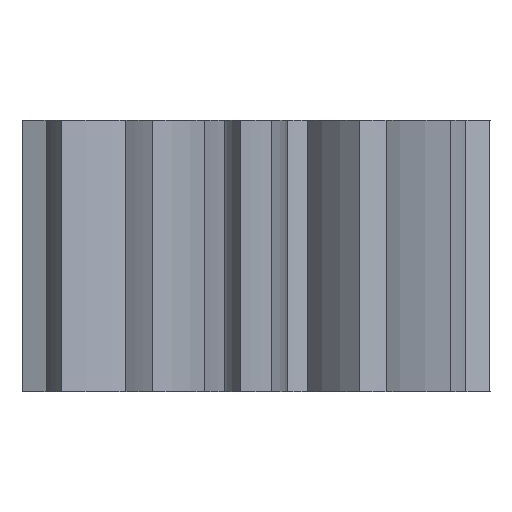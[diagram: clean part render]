
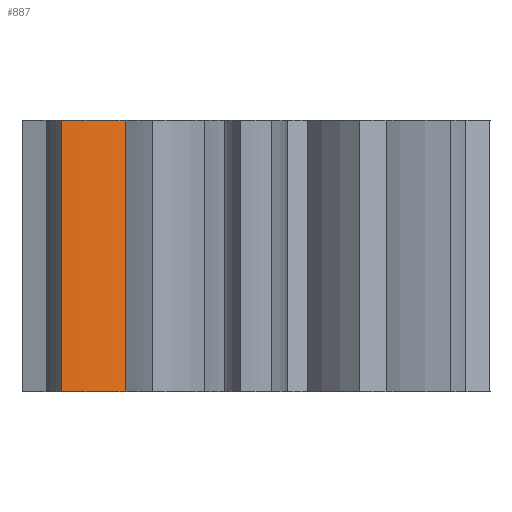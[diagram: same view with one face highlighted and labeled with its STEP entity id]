
A CAD part, left-side view. The second image highlights one B-rep face of the part: STEP entity #887.
In plain terms, the highlighted cylindrical face has radius 9.469 mm (diameter 18.938 mm), a partial arc.
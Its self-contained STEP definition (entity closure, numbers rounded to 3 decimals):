
#19=FACE_OUTER_BOUND($,#69,.T.);
#69=EDGE_LOOP($,(#557,#558,#559,#560));
#117=LINE($,#1432,#165);
#120=LINE($,#1446,#168);
#165=VECTOR($,#1090,12.75);
#168=VECTOR($,#1105,12.75);
#217=CIRCLE($,#945,9.469);
#218=CIRCLE($,#946,9.469);
#309=VERTEX_POINT($,#1428);
#311=VERTEX_POINT($,#1431);
#315=VERTEX_POINT($,#1443);
#316=VERTEX_POINT($,#1445);
#406=EDGE_CURVE($,#311,#309,#117,.T.);
#412=EDGE_CURVE($,#315,#309,#217,.T.);
#413=EDGE_CURVE($,#316,#315,#120,.T.);
#414=EDGE_CURVE($,#311,#316,#218,.T.);
#557=ORIENTED_EDGE($,*,*,#412,.F.);
#558=ORIENTED_EDGE($,*,*,#413,.F.);
#559=ORIENTED_EDGE($,*,*,#414,.F.);
#560=ORIENTED_EDGE($,*,*,#406,.T.);
#839=CYLINDRICAL_SURFACE($,#944,9.469);
#887=ADVANCED_FACE($,(#19),#839,.T.);
#944=AXIS2_PLACEMENT_3D($,#1442,#1101,#1102);
#945=AXIS2_PLACEMENT_3D($,#1444,#1103,#1104);
#946=AXIS2_PLACEMENT_3D($,#1447,#1106,#1107);
#1090=DIRECTION($,(0.,0.,1.));
#1101=DIRECTION('center_axis',(0.,0.,1.));
#1102=DIRECTION('ref_axis',(-0.872,-0.489,0.));
#1103=DIRECTION('center_axis',(0.,0.,1.));
#1104=DIRECTION('ref_axis',(-0.872,-0.489,0.));
#1105=DIRECTION($,(0.,0.,1.));
#1106=DIRECTION('center_axis',(0.,0.,-1.));
#1107=DIRECTION('ref_axis',(-0.872,-0.489,0.));
#1428=CARTESIAN_POINT('',(-4.972,5.669,12.75));
#1431=CARTESIAN_POINT('',(-4.972,5.669,0.));
#1432=CARTESIAN_POINT($,(-4.972,5.669,0.));
#1442=CARTESIAN_POINT('Origin',(3.287,10.301,0.));
#1443=CARTESIAN_POINT('',(-6.111,9.146,12.75));
#1444=CARTESIAN_POINT('Origin',(3.287,10.301,12.75));
#1445=CARTESIAN_POINT('',(-6.111,9.146,0.));
#1446=CARTESIAN_POINT($,(-6.111,9.146,0.));
#1447=CARTESIAN_POINT('Origin',(3.287,10.301,0.));
